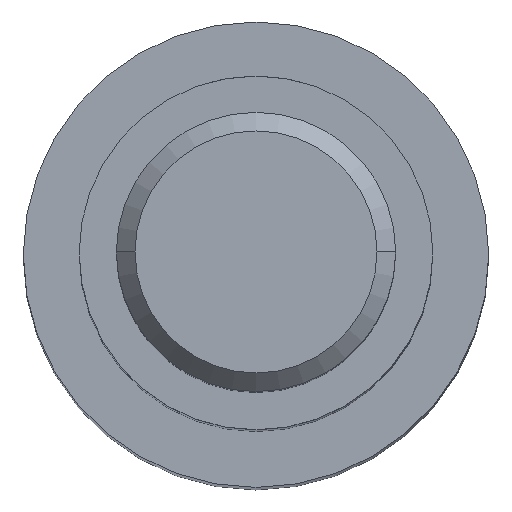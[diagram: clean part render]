
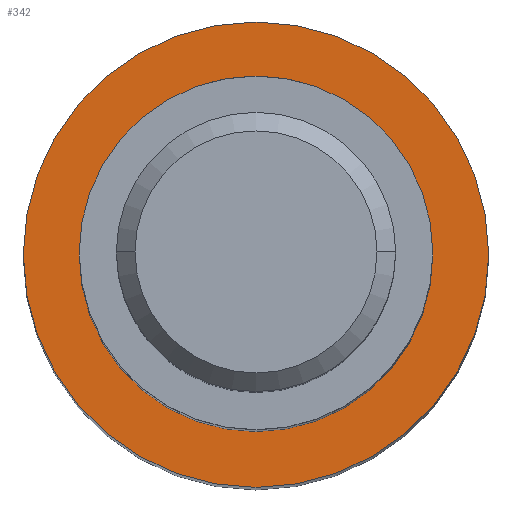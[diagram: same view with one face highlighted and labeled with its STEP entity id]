
A CAD part, top view. The second image highlights one B-rep face of the part: STEP entity #342.
In plain terms, the highlighted planar face has unit normal (0, 0, 1).
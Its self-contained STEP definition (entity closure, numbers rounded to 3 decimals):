
#8 = DIRECTION ( 'NONE',  ( -1., 0., 0. ) ) ;
#9 = DIRECTION ( 'NONE',  ( 0., 0., -1. ) ) ;
#10 = CARTESIAN_POINT ( 'NONE',  ( 0., 0., 0. ) ) ;
#103 = CARTESIAN_POINT ( 'NONE',  ( 9.5, 0., 0. ) ) ;
#104 = CARTESIAN_POINT ( 'NONE',  ( -9.5, 0., 0. ) ) ;
#114 = CARTESIAN_POINT ( 'NONE',  ( -12.5, 0., 0. ) ) ;
#142 = CARTESIAN_POINT ( 'NONE',  ( 12.5, 0., 0. ) ) ;
#224 = DIRECTION ( 'NONE',  ( -1., 0., 0. ) ) ;
#227 = DIRECTION ( 'NONE',  ( 0., 0., -1. ) ) ;
#229 = CARTESIAN_POINT ( 'NONE',  ( 0., 0., 0. ) ) ;
#236 = DIRECTION ( 'NONE',  ( -1., 0., 0. ) ) ;
#237 = DIRECTION ( 'NONE',  ( 0., 0., -1. ) ) ;
#238 = CARTESIAN_POINT ( 'NONE',  ( 0., 0., 0. ) ) ;
#257 = DIRECTION ( 'NONE',  ( -1., 0., 0. ) ) ;
#258 = DIRECTION ( 'NONE',  ( 0., 0., -1. ) ) ;
#259 = CARTESIAN_POINT ( 'NONE',  ( 0., 0., 0. ) ) ;
#299 = PLANE ( 'NONE',  #369 ) ;
#305 = CARTESIAN_POINT ( 'NONE',  ( 0., 0., 0. ) ) ;
#321 = DIRECTION ( 'NONE',  ( 0., 0., -1. ) ) ;
#322 = DIRECTION ( 'NONE',  ( -1., 0., 0. ) ) ;
#342 = ADVANCED_FACE ( 'NONE', ( #787, #668 ), #299, .F. ) ;
#369 = AXIS2_PLACEMENT_3D ( 'NONE', #305, #321, #322 ) ;
#408 = EDGE_CURVE ( 'NONE', #685, #671, #587, .T. ) ;
#422 = EDGE_CURVE ( 'NONE', #694, #695, #576, .T. ) ;
#429 = EDGE_CURVE ( 'NONE', #695, #694, #563, .T. ) ;
#430 = EDGE_CURVE ( 'NONE', #671, #685, #562, .T. ) ;
#444 = AXIS2_PLACEMENT_3D ( 'NONE', #229, #227, #224 ) ;
#445 = AXIS2_PLACEMENT_3D ( 'NONE', #238, #237, #236 ) ;
#460 = AXIS2_PLACEMENT_3D ( 'NONE', #259, #258, #257 ) ;
#463 = AXIS2_PLACEMENT_3D ( 'NONE', #10, #9, #8 ) ;
#562 = CIRCLE ( 'NONE', #444, 12.5 ) ;
#563 = CIRCLE ( 'NONE', #445, 9.5 ) ;
#576 = CIRCLE ( 'NONE', #460, 9.5 ) ;
#587 = CIRCLE ( 'NONE', #463, 12.5 ) ;
#668 = FACE_BOUND ( 'NONE', #793, .T. ) ;
#671 = VERTEX_POINT ( 'NONE', #142 ) ;
#685 = VERTEX_POINT ( 'NONE', #114 ) ;
#694 = VERTEX_POINT ( 'NONE', #104 ) ;
#695 = VERTEX_POINT ( 'NONE', #103 ) ;
#731 = ORIENTED_EDGE ( 'NONE', *, *, #430, .F. ) ;
#733 = ORIENTED_EDGE ( 'NONE', *, *, #408, .F. ) ;
#735 = ORIENTED_EDGE ( 'NONE', *, *, #422, .T. ) ;
#736 = ORIENTED_EDGE ( 'NONE', *, *, #429, .T. ) ;
#787 = FACE_OUTER_BOUND ( 'NONE', #824, .T. ) ;
#793 = EDGE_LOOP ( 'NONE', ( #735, #736 ) ) ;
#824 = EDGE_LOOP ( 'NONE', ( #731, #733 ) ) ;
